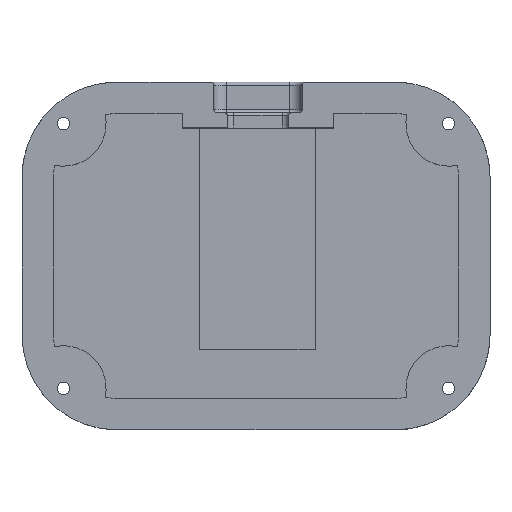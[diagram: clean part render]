
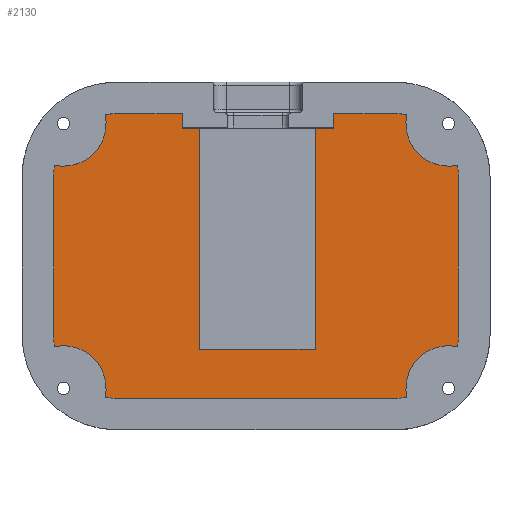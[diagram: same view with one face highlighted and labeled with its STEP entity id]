
A CAD part, top view. The second image highlights one B-rep face of the part: STEP entity #2130.
In plain terms, the highlighted planar face has unit normal (0, 0, 1).
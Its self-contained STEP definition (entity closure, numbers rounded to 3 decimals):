
#93=FACE_BOUND('',#831,.T.);
#204=CIRCLE('',#2334,10.);
#205=CIRCLE('',#2336,6.75);
#206=CIRCLE('',#2338,10.);
#207=CIRCLE('',#2341,10.);
#208=CIRCLE('',#2343,6.75);
#209=CIRCLE('',#2345,10.);
#210=CIRCLE('',#2348,10.);
#211=CIRCLE('',#2350,6.75);
#212=CIRCLE('',#2352,10.);
#213=CIRCLE('',#2355,10.);
#214=CIRCLE('',#2357,6.75);
#215=CIRCLE('',#2359,10.);
#336=LINE('',#5951,#472);
#364=LINE('',#6108,#500);
#367=LINE('',#6113,#503);
#372=LINE('',#6129,#508);
#377=LINE('',#6145,#513);
#382=LINE('',#6161,#518);
#388=LINE('',#6178,#524);
#389=LINE('',#6181,#525);
#391=LINE('',#6184,#527);
#392=LINE('',#6188,#528);
#396=LINE('',#6195,#532);
#399=LINE('',#6200,#535);
#472=VECTOR('',#2638,10.);
#500=VECTOR('',#2844,10.);
#503=VECTOR('',#2849,10.);
#508=VECTOR('',#2868,10.);
#513=VECTOR('',#2887,10.);
#518=VECTOR('',#2906,10.);
#524=VECTOR('',#2926,10.);
#525=VECTOR('',#2929,10.);
#527=VECTOR('',#2933,10.);
#528=VECTOR('',#2936,10.);
#532=VECTOR('',#2942,10.);
#535=VECTOR('',#2949,10.);
#572=PLANE('',#2367);
#694=FACE_OUTER_BOUND('',#830,.T.);
#830=EDGE_LOOP('',(#1979,#1980,#1981,#1982,#1983,#1984,#1985,#1986,#1987,
#1988,#1989,#1990,#1991,#1992,#1993,#1994,#1995,#1996,#1997,#1998));
#831=EDGE_LOOP('',(#1999,#2000,#2001,#2002));
#994=VERTEX_POINT('',#5949);
#995=VERTEX_POINT('',#5950);
#1034=VERTEX_POINT('',#6106);
#1035=VERTEX_POINT('',#6107);
#1036=VERTEX_POINT('',#6112);
#1037=VERTEX_POINT('',#6116);
#1038=VERTEX_POINT('',#6120);
#1039=VERTEX_POINT('',#6124);
#1040=VERTEX_POINT('',#6128);
#1041=VERTEX_POINT('',#6132);
#1042=VERTEX_POINT('',#6136);
#1043=VERTEX_POINT('',#6140);
#1044=VERTEX_POINT('',#6144);
#1045=VERTEX_POINT('',#6148);
#1046=VERTEX_POINT('',#6152);
#1047=VERTEX_POINT('',#6156);
#1048=VERTEX_POINT('',#6160);
#1049=VERTEX_POINT('',#6164);
#1050=VERTEX_POINT('',#6168);
#1051=VERTEX_POINT('',#6172);
#1052=VERTEX_POINT('',#6176);
#1053=VERTEX_POINT('',#6180);
#1054=VERTEX_POINT('',#6186);
#1055=VERTEX_POINT('',#6187);
#1249=EDGE_CURVE('',#994,#995,#336,.T.);
#1325=EDGE_CURVE('',#1034,#1035,#364,.T.);
#1328=EDGE_CURVE('',#1034,#1036,#367,.T.);
#1331=EDGE_CURVE('',#1036,#1037,#204,.T.);
#1332=EDGE_CURVE('',#1037,#1038,#205,.F.);
#1334=EDGE_CURVE('',#1038,#1039,#206,.T.);
#1336=EDGE_CURVE('',#1039,#1040,#372,.T.);
#1339=EDGE_CURVE('',#1040,#1041,#207,.T.);
#1340=EDGE_CURVE('',#1042,#1041,#208,.T.);
#1342=EDGE_CURVE('',#1042,#1043,#209,.T.);
#1344=EDGE_CURVE('',#1043,#1044,#377,.T.);
#1347=EDGE_CURVE('',#1044,#1045,#210,.T.);
#1348=EDGE_CURVE('',#1045,#1046,#211,.F.);
#1350=EDGE_CURVE('',#1046,#1047,#212,.T.);
#1352=EDGE_CURVE('',#1047,#1048,#382,.T.);
#1355=EDGE_CURVE('',#1049,#1048,#213,.F.);
#1356=EDGE_CURVE('',#1049,#1050,#214,.F.);
#1358=EDGE_CURVE('',#1051,#1050,#215,.F.);
#1361=EDGE_CURVE('',#1051,#1052,#388,.T.);
#1362=EDGE_CURVE('',#1053,#1052,#389,.T.);
#1364=EDGE_CURVE('',#1035,#1053,#391,.F.);
#1365=EDGE_CURVE('',#1054,#1055,#392,.T.);
#1369=EDGE_CURVE('',#995,#1054,#396,.T.);
#1372=EDGE_CURVE('',#1055,#994,#399,.T.);
#1979=ORIENTED_EDGE('',*,*,#1364,.T.);
#1980=ORIENTED_EDGE('',*,*,#1362,.T.);
#1981=ORIENTED_EDGE('',*,*,#1361,.F.);
#1982=ORIENTED_EDGE('',*,*,#1358,.T.);
#1983=ORIENTED_EDGE('',*,*,#1356,.F.);
#1984=ORIENTED_EDGE('',*,*,#1355,.T.);
#1985=ORIENTED_EDGE('',*,*,#1352,.F.);
#1986=ORIENTED_EDGE('',*,*,#1350,.F.);
#1987=ORIENTED_EDGE('',*,*,#1348,.F.);
#1988=ORIENTED_EDGE('',*,*,#1347,.F.);
#1989=ORIENTED_EDGE('',*,*,#1344,.F.);
#1990=ORIENTED_EDGE('',*,*,#1342,.F.);
#1991=ORIENTED_EDGE('',*,*,#1340,.T.);
#1992=ORIENTED_EDGE('',*,*,#1339,.F.);
#1993=ORIENTED_EDGE('',*,*,#1336,.F.);
#1994=ORIENTED_EDGE('',*,*,#1334,.F.);
#1995=ORIENTED_EDGE('',*,*,#1332,.F.);
#1996=ORIENTED_EDGE('',*,*,#1331,.F.);
#1997=ORIENTED_EDGE('',*,*,#1328,.F.);
#1998=ORIENTED_EDGE('',*,*,#1325,.T.);
#1999=ORIENTED_EDGE('',*,*,#1372,.T.);
#2000=ORIENTED_EDGE('',*,*,#1249,.T.);
#2001=ORIENTED_EDGE('',*,*,#1369,.T.);
#2002=ORIENTED_EDGE('',*,*,#1365,.T.);
#2130=ADVANCED_FACE('',(#694,#93),#572,.F.);
#2334=AXIS2_PLACEMENT_3D('',#6118,#2854,#2855);
#2336=AXIS2_PLACEMENT_3D('',#6121,#2858,#2859);
#2338=AXIS2_PLACEMENT_3D('',#6125,#2863,#2864);
#2341=AXIS2_PLACEMENT_3D('',#6134,#2873,#2874);
#2343=AXIS2_PLACEMENT_3D('',#6137,#2877,#2878);
#2345=AXIS2_PLACEMENT_3D('',#6141,#2882,#2883);
#2348=AXIS2_PLACEMENT_3D('',#6150,#2892,#2893);
#2350=AXIS2_PLACEMENT_3D('',#6153,#2896,#2897);
#2352=AXIS2_PLACEMENT_3D('',#6157,#2901,#2902);
#2355=AXIS2_PLACEMENT_3D('',#6166,#2911,#2912);
#2357=AXIS2_PLACEMENT_3D('',#6169,#2915,#2916);
#2359=AXIS2_PLACEMENT_3D('',#6173,#2920,#2921);
#2367=AXIS2_PLACEMENT_3D('',#6201,#2950,#2951);
#2638=DIRECTION('',(0.,-1.,0.));
#2844=DIRECTION('',(0.,-1.,0.));
#2849=DIRECTION('',(1.,0.,0.));
#2854=DIRECTION('center_axis',(0.,0.,-1.));
#2855=DIRECTION('ref_axis',(0.,1.,0.));
#2858=DIRECTION('center_axis',(0.,0.,-1.));
#2859=DIRECTION('ref_axis',(-1.,0.,0.));
#2863=DIRECTION('center_axis',(0.,0.,-1.));
#2864=DIRECTION('ref_axis',(0.,1.,0.));
#2868=DIRECTION('',(0.,-1.,0.));
#2873=DIRECTION('center_axis',(0.,0.,-1.));
#2874=DIRECTION('ref_axis',(1.,0.,0.));
#2877=DIRECTION('center_axis',(0.,0.,-1.));
#2878=DIRECTION('ref_axis',(-1.,0.,0.));
#2882=DIRECTION('center_axis',(0.,0.,-1.));
#2883=DIRECTION('ref_axis',(1.,0.,0.));
#2887=DIRECTION('',(-1.,0.,0.));
#2892=DIRECTION('center_axis',(0.,0.,-1.));
#2893=DIRECTION('ref_axis',(0.,-1.,0.));
#2896=DIRECTION('center_axis',(0.,0.,-1.));
#2897=DIRECTION('ref_axis',(-1.,0.,0.));
#2901=DIRECTION('center_axis',(0.,0.,-1.));
#2902=DIRECTION('ref_axis',(0.,-1.,0.));
#2906=DIRECTION('',(0.,1.,0.));
#2911=DIRECTION('center_axis',(0.,0.,-1.));
#2912=DIRECTION('ref_axis',(-1.,0.,0.));
#2915=DIRECTION('center_axis',(0.,0.,-1.));
#2916=DIRECTION('ref_axis',(-1.,0.,0.));
#2920=DIRECTION('center_axis',(0.,0.,-1.));
#2921=DIRECTION('ref_axis',(-1.,0.,0.));
#2926=DIRECTION('',(1.,0.,0.));
#2929=DIRECTION('',(0.,1.,0.));
#2933=DIRECTION('',(1.,0.,0.));
#2936=DIRECTION('',(0.,1.,0.));
#2942=DIRECTION('',(-1.,0.,0.));
#2949=DIRECTION('',(1.,0.,0.));
#2950=DIRECTION('center_axis',(0.,0.,-1.));
#2951=DIRECTION('ref_axis',(1.,0.,0.));
#5949=CARTESIAN_POINT('',(37.932,1.226,-0.5));
#5950=CARTESIAN_POINT('',(37.932,-33.817,-0.5));
#5951=CARTESIAN_POINT('',(37.932,-10.674,-0.5));
#6106=CARTESIAN_POINT('',(40.885,3.5,-0.5));
#6107=CARTESIAN_POINT('',(40.885,1.226,-0.5));
#6108=CARTESIAN_POINT('',(40.885,-5.275,-0.5));
#6112=CARTESIAN_POINT('',(50.65,3.5,-0.5));
#6113=CARTESIAN_POINT('',(17.538,3.5,-0.5));
#6116=CARTESIAN_POINT('',(52.475,3.332,-0.5));
#6118=CARTESIAN_POINT('Origin',(50.65,-6.5,-0.5));
#6120=CARTESIAN_POINT('',(60.482,-4.675,-0.5));
#6121=CARTESIAN_POINT('Origin',(59.077,1.927,-0.5));
#6124=CARTESIAN_POINT('',(60.65,-6.5,-0.5));
#6125=CARTESIAN_POINT('Origin',(50.65,-6.5,-0.5));
#6128=CARTESIAN_POINT('',(60.65,-31.6,-0.5));
#6129=CARTESIAN_POINT('',(60.65,-12.775,-0.5));
#6132=CARTESIAN_POINT('',(60.482,-33.425,-0.5));
#6134=CARTESIAN_POINT('Origin',(50.65,-31.6,-0.5));
#6136=CARTESIAN_POINT('',(52.475,-41.432,-0.5));
#6137=CARTESIAN_POINT('Origin',(59.077,-40.027,-0.5));
#6140=CARTESIAN_POINT('',(50.65,-41.6,-0.5));
#6141=CARTESIAN_POINT('Origin',(50.65,-31.6,-0.5));
#6144=CARTESIAN_POINT('',(6.5,-41.6,-0.5));
#6145=CARTESIAN_POINT('',(39.613,-41.6,-0.5));
#6148=CARTESIAN_POINT('',(4.678,-41.433,-0.5));
#6150=CARTESIAN_POINT('Origin',(6.5,-31.6,-0.5));
#6152=CARTESIAN_POINT('',(-3.333,-33.422,-0.5));
#6153=CARTESIAN_POINT('Origin',(-1.923,-40.023,-0.5));
#6156=CARTESIAN_POINT('',(-3.5,-31.6,-0.5));
#6157=CARTESIAN_POINT('Origin',(6.5,-31.6,-0.5));
#6160=CARTESIAN_POINT('',(-3.5,-6.5,-0.5));
#6161=CARTESIAN_POINT('',(-3.5,-25.325,-0.5));
#6164=CARTESIAN_POINT('',(-3.332,-4.675,-0.5));
#6166=CARTESIAN_POINT('Origin',(6.5,-6.5,-0.5));
#6168=CARTESIAN_POINT('',(4.675,3.332,-0.5));
#6169=CARTESIAN_POINT('Origin',(-1.928,1.928,-0.5));
#6172=CARTESIAN_POINT('',(6.5,3.5,-0.5));
#6173=CARTESIAN_POINT('Origin',(6.5,-6.5,-0.5));
#6176=CARTESIAN_POINT('',(16.885,3.5,-0.5));
#6178=CARTESIAN_POINT('',(17.538,3.5,-0.5));
#6180=CARTESIAN_POINT('',(16.885,1.226,-0.5));
#6181=CARTESIAN_POINT('',(16.885,-7.7,-0.5));
#6184=CARTESIAN_POINT('',(32.23,1.226,-0.5));
#6186=CARTESIAN_POINT('',(19.652,-33.817,-0.5));
#6187=CARTESIAN_POINT('',(19.652,1.226,-0.5));
#6188=CARTESIAN_POINT('',(19.652,-10.674,-0.5));
#6195=CARTESIAN_POINT('',(33.128,-33.817,-0.5));
#6200=CARTESIAN_POINT('',(33.128,1.226,-0.5));
#6201=CARTESIAN_POINT('Origin',(28.575,-19.05,-0.5));
